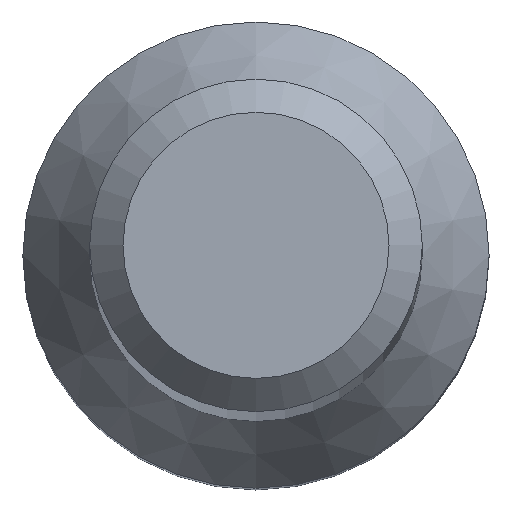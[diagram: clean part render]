
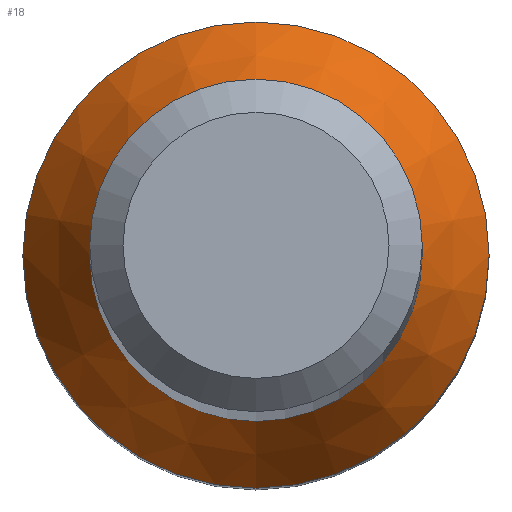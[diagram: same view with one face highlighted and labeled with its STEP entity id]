
A CAD part, top view. The second image highlights one B-rep face of the part: STEP entity #18.
In plain terms, the highlighted conical face has half-angle 30 degrees and reference radius 2.804 mm.
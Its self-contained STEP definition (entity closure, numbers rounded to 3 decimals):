
#9 = DIRECTION ( 'NONE',  ( 0., 1., 0. ) ) ;
#18 = ADVANCED_FACE ( 'NONE', ( #119, #135 ), #221, .T. ) ;
#21 = AXIS2_PLACEMENT_3D ( 'NONE', #236, #189, #9 ) ;
#41 = EDGE_CURVE ( 'NONE', #53, #53, #112, .T. ) ;
#42 = AXIS2_PLACEMENT_3D ( 'NONE', #210, #186, #157 ) ;
#50 = CARTESIAN_POINT ( 'NONE',  ( 0., 0., 13.992 ) ) ;
#53 = VERTEX_POINT ( 'NONE', #195 ) ;
#60 = VERTEX_POINT ( 'NONE', #197 ) ;
#72 = EDGE_LOOP ( 'NONE', ( #109 ) ) ;
#86 = ORIENTED_EDGE ( 'NONE', *, *, #115, .F. ) ;
#109 = ORIENTED_EDGE ( 'NONE', *, *, #41, .T. ) ;
#112 = CIRCLE ( 'NONE', #180, 2. ) ;
#115 = EDGE_CURVE ( 'NONE', #60, #60, #177, .T. ) ;
#119 = FACE_BOUND ( 'NONE', #72, .T. ) ;
#134 = DIRECTION ( 'NONE',  ( 0., 1., 0. ) ) ;
#135 = FACE_OUTER_BOUND ( 'NONE', #220, .T. ) ;
#157 = DIRECTION ( 'NONE',  ( 0., 1., 0. ) ) ;
#177 = CIRCLE ( 'NONE', #42, 2.804 ) ;
#180 = AXIS2_PLACEMENT_3D ( 'NONE', #50, #231, #134 ) ;
#186 = DIRECTION ( 'NONE',  ( 0., 0., -1. ) ) ;
#189 = DIRECTION ( 'NONE',  ( 0., 0., -1. ) ) ;
#195 = CARTESIAN_POINT ( 'NONE',  ( 0., 2., 13.992 ) ) ;
#197 = CARTESIAN_POINT ( 'NONE',  ( 0., 2.804, 12.599 ) ) ;
#210 = CARTESIAN_POINT ( 'NONE',  ( 0., 0., 12.599 ) ) ;
#220 = EDGE_LOOP ( 'NONE', ( #86 ) ) ;
#221 = CONICAL_SURFACE ( 'NONE', #21, 2.804, 0.524 ) ;
#231 = DIRECTION ( 'NONE',  ( 0., 0., -1. ) ) ;
#236 = CARTESIAN_POINT ( 'NONE',  ( 0., 0., 12.599 ) ) ;
